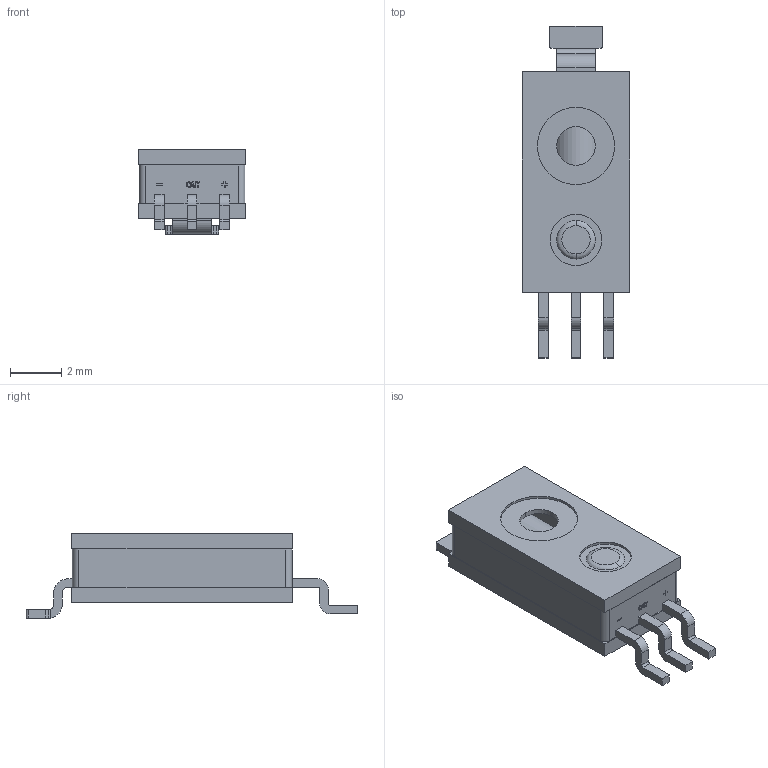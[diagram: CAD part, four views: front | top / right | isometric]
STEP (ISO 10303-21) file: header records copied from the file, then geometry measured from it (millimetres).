
FILE_DESCRIPTION(('FreeCAD Model'),'2;1');
FILE_NAME('C99CE677-9FE8-4853-8A73-4147B7D4C5AB.step','2017-02-21T10:25:49',( 'kicad StepUp'),('ksu MCAD'),'Open CASCADE STEP processor 6.8', 'FreeCAD','Unknown');
FILE_SCHEMA(('AUTOMOTIVE_DESIGN_CC2 { 1 2 10303 214 -1 1 5 4 }'));
Length unit declared in the file: millimetre
Products named in the file (1): C99CE677-9FE8-4853-8A73-4147B7D4C5AB
Bounding box: 4.17 x 12.91 x 3.28 mm (x, y, z)
Volume: 65.9 mm3; surface area: 273.5 mm2
Topology: 1 solids, 1 shells, 166 faces, 453 edges, 298 vertices
Faces by surface type: plane 112, cylinder 39, bspline 13, torus 2
Entity records: 7313 total; most frequent: CARTESIAN_POINT 1943, ORIENTED_EDGE 906, DIRECTION 811, EDGE_CURVE 453, LINE 343, VECTOR 343, VERTEX_POINT 298, AXIS2_PLACEMENT_3D 234
